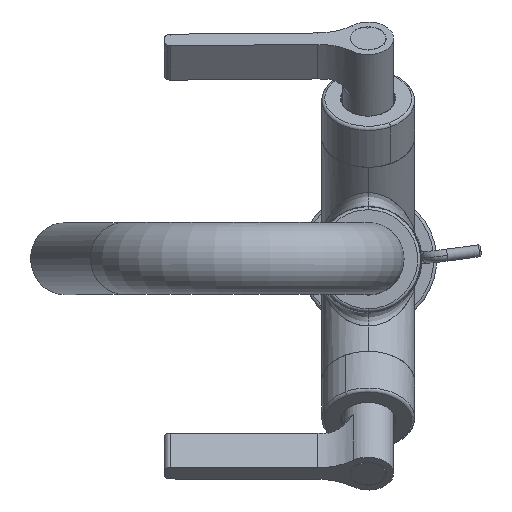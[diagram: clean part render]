
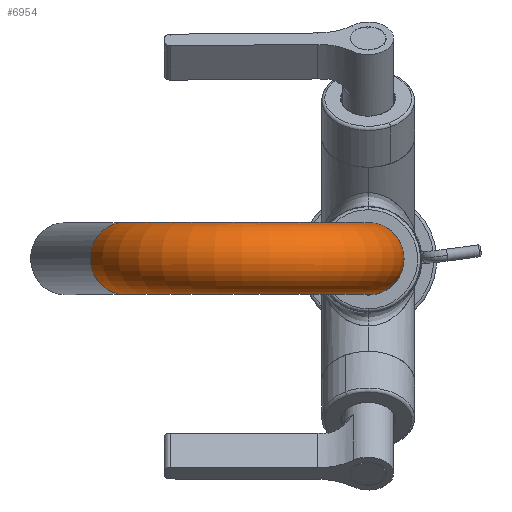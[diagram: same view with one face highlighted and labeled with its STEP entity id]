
A CAD part, top view. The second image highlights one B-rep face of the part: STEP entity #6954.
In plain terms, the highlighted toroidal (fillet/blend) face has major radius 42 mm and minor radius 12 mm.
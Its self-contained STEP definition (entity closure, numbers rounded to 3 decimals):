
#6234=CARTESIAN_POINT('Vertex',(-81.467,12.,229.915)) ;
#6256=CARTESIAN_POINT('Vertex',(-81.467,-12.,229.915)) ;
#6292=CARTESIAN_POINT('Axis2P3D Location',(-81.467,0.,229.915)) ;
#6296=CARTESIAN_POINT('Vertex',(-92.743,0.,234.019)) ;
#6299=CARTESIAN_POINT('Axis2P3D Location',(-81.467,0.,229.915)) ;
#6848=CARTESIAN_POINT('Vertex',(0.,-12.,215.55)) ;
#6855=CARTESIAN_POINT('Vertex',(0.,12.,215.55)) ;
#6858=CARTESIAN_POINT('Axis2P3D Location',(0.,0.,215.55)) ;
#6862=CARTESIAN_POINT('Vertex',(12.,0.,215.55)) ;
#6865=CARTESIAN_POINT('Axis2P3D Location',(0.,0.,215.55)) ;
#6931=CARTESIAN_POINT('Axis2P3D Location',(-42.,0.,215.55)) ;
#6936=CARTESIAN_POINT('Axis2P3D Location',(-42.,-12.,215.55)) ;
#6941=CARTESIAN_POINT('Axis2P3D Location',(-42.,12.,215.55)) ;
#6293=DIRECTION('Axis2P3D Direction',(-0.342,0.,-0.94)) ;
#6300=DIRECTION('Axis2P3D Direction',(-0.342,0.,-0.94)) ;
#6859=DIRECTION('Axis2P3D Direction',(0.,0.,1.)) ;
#6866=DIRECTION('Axis2P3D Direction',(0.,0.,1.)) ;
#6932=DIRECTION('Axis2P3D Direction',(0.,1.,0.)) ;
#6933=DIRECTION('Axis2P3D XDirection',(-0.94,0.,0.342)) ;
#6937=DIRECTION('Axis2P3D Direction',(0.,1.,0.)) ;
#6942=DIRECTION('Axis2P3D Direction',(0.,1.,0.)) ;
#6294=AXIS2_PLACEMENT_3D('Circle Axis2P3D',#6292,#6293,$) ;
#6301=AXIS2_PLACEMENT_3D('Circle Axis2P3D',#6299,#6300,$) ;
#6860=AXIS2_PLACEMENT_3D('Circle Axis2P3D',#6858,#6859,$) ;
#6867=AXIS2_PLACEMENT_3D('Circle Axis2P3D',#6865,#6866,$) ;
#6934=AXIS2_PLACEMENT_3D('Torus Axis2P3D',#6931,#6932,#6933) ;
#6938=AXIS2_PLACEMENT_3D('Circle Axis2P3D',#6936,#6937,$) ;
#6943=AXIS2_PLACEMENT_3D('Circle Axis2P3D',#6941,#6942,$) ;
#6295=CIRCLE('generated circle',#6294,12.) ;
#6302=CIRCLE('generated circle',#6301,12.) ;
#6861=CIRCLE('generated circle',#6860,12.) ;
#6868=CIRCLE('generated circle',#6867,12.) ;
#6939=CIRCLE('generated circle',#6938,42.) ;
#6944=CIRCLE('generated circle',#6943,42.) ;
#6935=TOROIDAL_SURFACE('homeo Torus',#6934,42.,12.) ;
#6298=EDGE_CURVE('',#6257,#6297,#6295,.T.) ;
#6303=EDGE_CURVE('',#6297,#6235,#6302,.T.) ;
#6864=EDGE_CURVE('',#6863,#6856,#6861,.T.) ;
#6869=EDGE_CURVE('',#6849,#6863,#6868,.T.) ;
#6940=EDGE_CURVE('',#6257,#6849,#6939,.T.) ;
#6945=EDGE_CURVE('',#6235,#6856,#6944,.T.) ;
#6947=ORIENTED_EDGE('',*,*,#6298,.F.) ;
#6948=ORIENTED_EDGE('',*,*,#6940,.T.) ;
#6949=ORIENTED_EDGE('',*,*,#6869,.T.) ;
#6950=ORIENTED_EDGE('',*,*,#6864,.T.) ;
#6951=ORIENTED_EDGE('',*,*,#6945,.F.) ;
#6952=ORIENTED_EDGE('',*,*,#6303,.F.) ;
#6946=EDGE_LOOP('',(#6947,#6948,#6949,#6950,#6951,#6952)) ;
#6235=VERTEX_POINT('',#6234) ;
#6257=VERTEX_POINT('',#6256) ;
#6297=VERTEX_POINT('',#6296) ;
#6849=VERTEX_POINT('',#6848) ;
#6856=VERTEX_POINT('',#6855) ;
#6863=VERTEX_POINT('',#6862) ;
#6954=ADVANCED_FACE('BA00051 0_AllCATPart.1\\P42187.1\\PartBody',(#6953),#6935,.T.) ;
#6953=FACE_OUTER_BOUND('',#6946,.T.) ;
